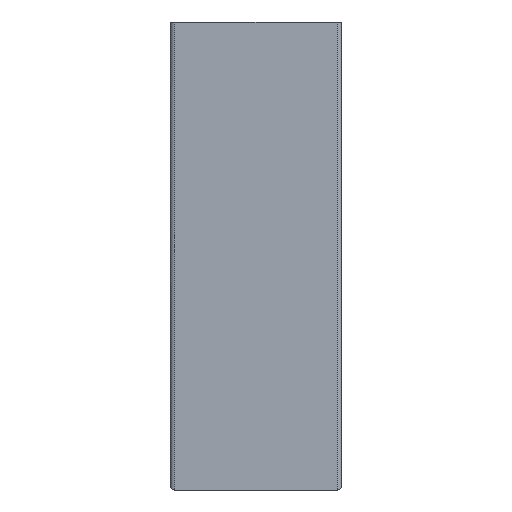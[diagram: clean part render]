
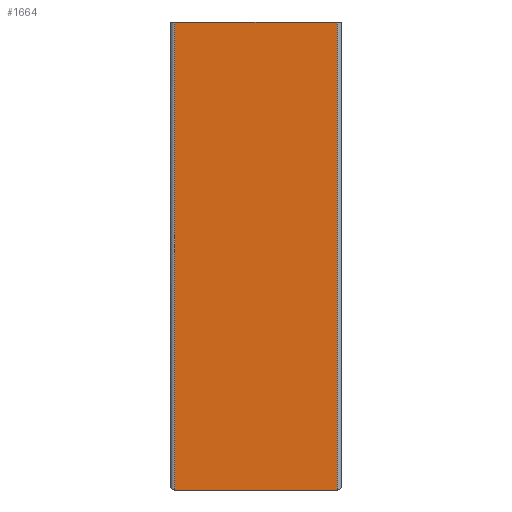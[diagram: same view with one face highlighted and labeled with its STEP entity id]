
A CAD part, left-side view. The second image highlights one B-rep face of the part: STEP entity #1664.
In plain terms, the highlighted planar face has unit normal (-1, 0, 0).
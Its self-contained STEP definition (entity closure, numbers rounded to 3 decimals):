
#17 = DIRECTION ( 'NONE',  ( 0., 0., -1. ) ) ;
#35 = CARTESIAN_POINT ( 'NONE',  ( 0., -52., 300. ) ) ;
#39 = CARTESIAN_POINT ( 'NONE',  ( 0., -52., 0. ) ) ;
#98 = CARTESIAN_POINT ( 'NONE',  ( 0., 52., 300. ) ) ;
#106 = CARTESIAN_POINT ( 'NONE',  ( 0., -52., 300. ) ) ;
#410 = LINE ( 'NONE', #98, #3564 ) ;
#452 = CARTESIAN_POINT ( 'NONE',  ( 0., -52., 0. ) ) ;
#455 = DIRECTION ( 'NONE',  ( 0., 0., -1. ) ) ;
#465 = DIRECTION ( 'NONE',  ( 1., 0., 0. ) ) ;
#473 = PLANE ( 'NONE',  #3373 ) ;
#536 = CARTESIAN_POINT ( 'NONE',  ( 0., -52., 300. ) ) ;
#759 = VERTEX_POINT ( 'NONE', #3201 ) ;
#919 = ORIENTED_EDGE ( 'NONE', *, *, #1821, .T. ) ;
#967 = ORIENTED_EDGE ( 'NONE', *, *, #1830, .F. ) ;
#971 = ORIENTED_EDGE ( 'NONE', *, *, #1858, .F. ) ;
#982 = ORIENTED_EDGE ( 'NONE', *, *, #1807, .T. ) ;
#1031 = EDGE_LOOP ( 'NONE', ( #919, #967, #971, #982 ) ) ;
#1338 = VECTOR ( 'NONE', #3170, 1000. ) ;
#1521 = LINE ( 'NONE', #106, #2245 ) ;
#1664 = ADVANCED_FACE ( 'NONE', ( #3389 ), #473, .F. ) ;
#1807 = EDGE_CURVE ( 'NONE', #2840, #3215, #410, .T. ) ;
#1821 = EDGE_CURVE ( 'NONE', #3215, #3585, #2819, .T. ) ;
#1830 = EDGE_CURVE ( 'NONE', #759, #3585, #2164, .T. ) ;
#1858 = EDGE_CURVE ( 'NONE', #2840, #759, #1521, .T. ) ;
#1867 = CARTESIAN_POINT ( 'NONE',  ( 0., 52., 0. ) ) ;
#2164 = LINE ( 'NONE', #35, #2902 ) ;
#2245 = VECTOR ( 'NONE', #3475, 1000. ) ;
#2311 = CARTESIAN_POINT ( 'NONE',  ( 0., 52., 300. ) ) ;
#2819 = LINE ( 'NONE', #39, #1338 ) ;
#2840 = VERTEX_POINT ( 'NONE', #2311 ) ;
#2902 = VECTOR ( 'NONE', #17, 1000. ) ;
#3078 = DIRECTION ( 'NONE',  ( 0., 0., -1. ) ) ;
#3170 = DIRECTION ( 'NONE',  ( 0., -1., 0. ) ) ;
#3201 = CARTESIAN_POINT ( 'NONE',  ( 0., -52., 300. ) ) ;
#3215 = VERTEX_POINT ( 'NONE', #1867 ) ;
#3373 = AXIS2_PLACEMENT_3D ( 'NONE', #536, #465, #455 ) ;
#3389 = FACE_OUTER_BOUND ( 'NONE', #1031, .T. ) ;
#3475 = DIRECTION ( 'NONE',  ( 0., -1., 0. ) ) ;
#3564 = VECTOR ( 'NONE', #3078, 1000. ) ;
#3585 = VERTEX_POINT ( 'NONE', #452 ) ;
